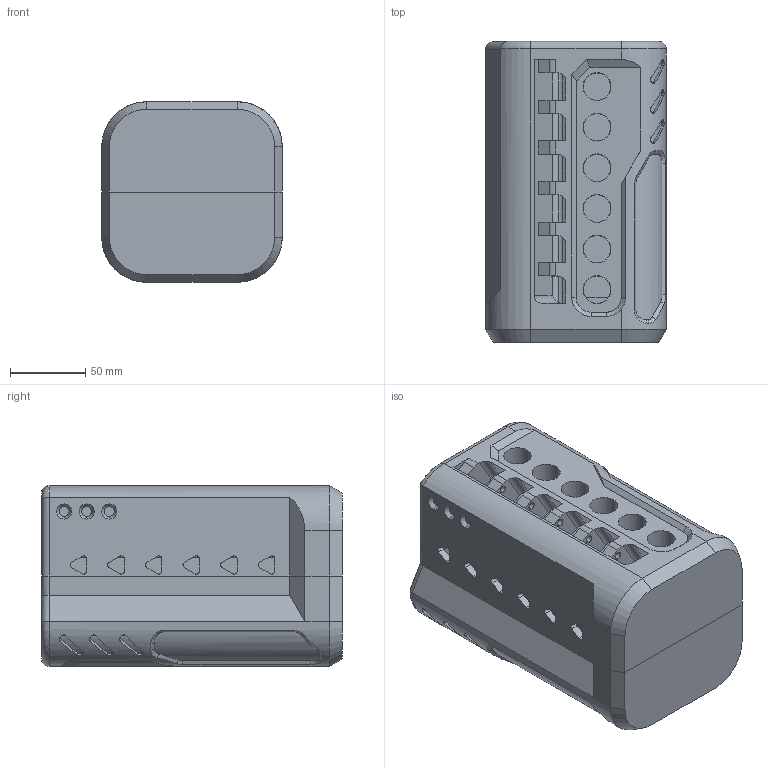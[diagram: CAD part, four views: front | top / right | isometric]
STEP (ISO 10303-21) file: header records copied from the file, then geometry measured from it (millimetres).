
FILE_DESCRIPTION (( 'STEP AP214' ), '1' );
FILE_NAME ('A01.001-RK3-S__[ID002]__Body.STEP', '2024-10-29T12:38:12', ( '' ), ( '' ), 'SwSTEP 2.0', 'SolidWorks 2021', '' );
FILE_SCHEMA (( 'AUTOMOTIVE_DESIGN' ));
Length unit declared in the file: millimetre
Products named in the file (1): A01.001-RK3-S__[ID002]__Body
Bounding box: 120 x 200 x 120 mm (x, y, z)
Volume: 1123985.3 mm3; surface area: 330542.9 mm2
Topology: 2 solids, 2 shells, 568 faces, 1554 edges, 1004 vertices
Faces by surface type: plane 274, cylinder 248, cone 24, bspline 18, torus 4
Entity records: 24497 total; most frequent: CARTESIAN_POINT 6489, ORIENTED_EDGE 3108, DIRECTION 2862, EDGE_CURVE 1554, VERTEX_POINT 1004, AXIS2_PLACEMENT_3D 979, VECTOR 904, LINE 904
